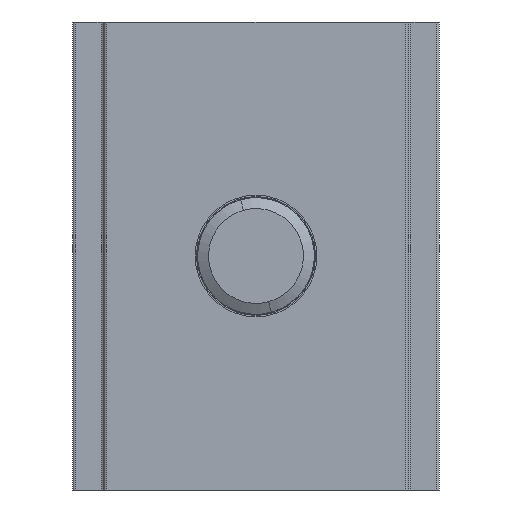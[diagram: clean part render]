
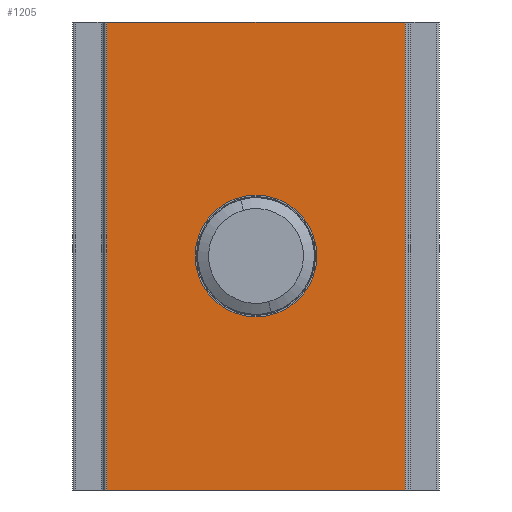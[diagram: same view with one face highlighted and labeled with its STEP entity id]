
A CAD part, front view. The second image highlights one B-rep face of the part: STEP entity #1205.
In plain terms, the highlighted planar face has unit normal (0, -1, 0).
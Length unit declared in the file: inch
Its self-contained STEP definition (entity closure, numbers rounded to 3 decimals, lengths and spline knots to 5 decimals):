
#172 = DIRECTION ( 'NONE',  ( 0., 0., 1. ) ) ;
#186 = DIRECTION ( 'NONE',  ( 0., 0., 1. ) ) ;
#231 = EDGE_LOOP ( 'NONE', ( #4652, #5021 ) ) ;
#272 = CARTESIAN_POINT ( 'NONE',  ( -0.7975, 0., -1.25 ) ) ;
#275 = ORIENTED_EDGE ( 'NONE', *, *, #1295, .T. ) ;
#293 = CARTESIAN_POINT ( 'NONE',  ( 0., 0., -0.325 ) ) ;
#306 = VERTEX_POINT ( 'NONE', #293 ) ;
#314 = CARTESIAN_POINT ( 'NONE',  ( 0., 0., 0.325 ) ) ;
#785 = AXIS2_PLACEMENT_3D ( 'NONE', #5422, #2788, #172 ) ;
#997 = CARTESIAN_POINT ( 'NONE',  ( -0.7975, 0., 1.25 ) ) ;
#1205 = ADVANCED_FACE ( 'NONE', ( #5176, #2989 ), #4978, .F. ) ;
#1295 = EDGE_CURVE ( 'NONE', #3265, #3393, #4900, .T. ) ;
#1338 = LINE ( 'NONE', #3165, #2625 ) ;
#1342 = LINE ( 'NONE', #997, #4822 ) ;
#1371 = VERTEX_POINT ( 'NONE', #314 ) ;
#1385 = CARTESIAN_POINT ( 'NONE',  ( 0.7975, 0., 1.25 ) ) ;
#1386 = CARTESIAN_POINT ( 'NONE',  ( 0., 0., 0. ) ) ;
#1679 = ORIENTED_EDGE ( 'NONE', *, *, #2072, .F. ) ;
#1828 = CARTESIAN_POINT ( 'NONE',  ( -0.7975, 0., -1.25 ) ) ;
#1834 = DIRECTION ( 'NONE',  ( 0., 0., 1. ) ) ;
#1955 = EDGE_LOOP ( 'NONE', ( #275, #1679, #5013, #2666 ) ) ;
#2072 = EDGE_CURVE ( 'NONE', #5451, #3393, #3139, .T. ) ;
#2166 = CARTESIAN_POINT ( 'NONE',  ( -0.7975, 0., 1.25 ) ) ;
#2257 = CIRCLE ( 'NONE', #2346, 0.325 ) ;
#2289 = DIRECTION ( 'NONE',  ( 1., 0., 0. ) ) ;
#2346 = AXIS2_PLACEMENT_3D ( 'NONE', #1386, #4421, #1834 ) ;
#2372 = CARTESIAN_POINT ( 'NONE',  ( -0.7975, 0., 1.25 ) ) ;
#2625 = VECTOR ( 'NONE', #4436, 39.37008 ) ;
#2666 = ORIENTED_EDGE ( 'NONE', *, *, #3320, .T. ) ;
#2764 = CARTESIAN_POINT ( 'NONE',  ( 0.7975, 0., -1.25 ) ) ;
#2788 = DIRECTION ( 'NONE',  ( 0., -1., 0. ) ) ;
#2804 = DIRECTION ( 'NONE',  ( 0., 1., 0. ) ) ;
#2833 = EDGE_CURVE ( 'NONE', #3131, #5451, #1342, .T. ) ;
#2989 = FACE_BOUND ( 'NONE', #231, .T. ) ;
#3131 = VERTEX_POINT ( 'NONE', #2166 ) ;
#3139 = LINE ( 'NONE', #3722, #5182 ) ;
#3165 = CARTESIAN_POINT ( 'NONE',  ( -0.7975, 0., 1.25 ) ) ;
#3265 = VERTEX_POINT ( 'NONE', #1828 ) ;
#3294 = DIRECTION ( 'NONE',  ( 0., 0., -1. ) ) ;
#3320 = EDGE_CURVE ( 'NONE', #3131, #3265, #1338, .T. ) ;
#3331 = DIRECTION ( 'NONE',  ( 1., 0., 0. ) ) ;
#3393 = VERTEX_POINT ( 'NONE', #2764 ) ;
#3722 = CARTESIAN_POINT ( 'NONE',  ( 0.7975, 0., 1.25 ) ) ;
#3750 = AXIS2_PLACEMENT_3D ( 'NONE', #2372, #2804, #186 ) ;
#4421 = DIRECTION ( 'NONE',  ( 0., -1., 0. ) ) ;
#4436 = DIRECTION ( 'NONE',  ( 0., 0., -1. ) ) ;
#4652 = ORIENTED_EDGE ( 'NONE', *, *, #4659, .F. ) ;
#4659 = EDGE_CURVE ( 'NONE', #1371, #306, #2257, .T. ) ;
#4754 = VECTOR ( 'NONE', #3331, 39.37008 ) ;
#4807 = EDGE_CURVE ( 'NONE', #306, #1371, #5050, .T. ) ;
#4822 = VECTOR ( 'NONE', #2289, 39.37008 ) ;
#4900 = LINE ( 'NONE', #272, #4754 ) ;
#4978 = PLANE ( 'NONE',  #3750 ) ;
#5013 = ORIENTED_EDGE ( 'NONE', *, *, #2833, .F. ) ;
#5021 = ORIENTED_EDGE ( 'NONE', *, *, #4807, .F. ) ;
#5050 = CIRCLE ( 'NONE', #785, 0.325 ) ;
#5176 = FACE_OUTER_BOUND ( 'NONE', #1955, .T. ) ;
#5182 = VECTOR ( 'NONE', #3294, 39.37008 ) ;
#5422 = CARTESIAN_POINT ( 'NONE',  ( 0., 0., 0. ) ) ;
#5451 = VERTEX_POINT ( 'NONE', #1385 ) ;
